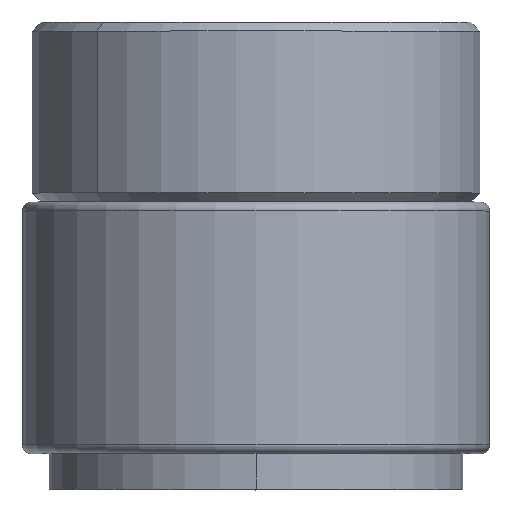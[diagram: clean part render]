
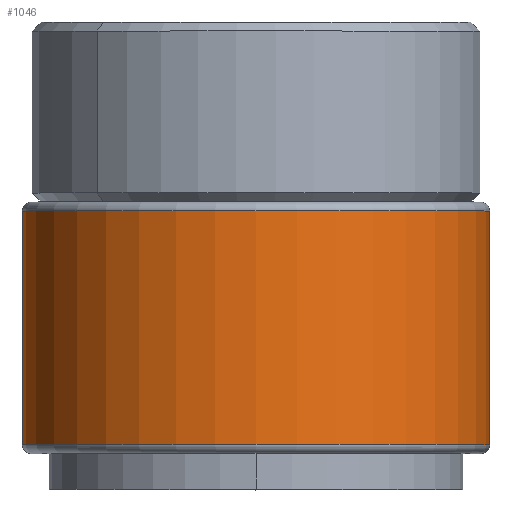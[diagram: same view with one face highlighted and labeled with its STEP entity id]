
A CAD part, top view. The second image highlights one B-rep face of the part: STEP entity #1046.
In plain terms, the highlighted cylindrical face has radius 13 mm (diameter 26 mm), a partial arc.
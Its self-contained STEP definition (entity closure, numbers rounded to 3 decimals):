
#25 = DIRECTION ( 'NONE',  ( 0., -1., 0. ) ) ;
#27 = DIRECTION ( 'NONE',  ( 0., 0., -1. ) ) ;
#39 = EDGE_CURVE ( 'NONE', #236, #3581, #2233, .T. ) ;
#52 = ORIENTED_EDGE ( 'NONE', *, *, #39, .F. ) ;
#107 = AXIS2_PLACEMENT_3D ( 'NONE', #1332, #2940, #2547 ) ;
#236 = VERTEX_POINT ( 'NONE', #4070 ) ;
#421 = CARTESIAN_POINT ( 'NONE',  ( 0., 0.5, -13. ) ) ;
#757 = ORIENTED_EDGE ( 'NONE', *, *, #2644, .T. ) ;
#760 = VERTEX_POINT ( 'NONE', #1990 ) ;
#857 = ORIENTED_EDGE ( 'NONE', *, *, #1445, .T. ) ;
#905 = EDGE_LOOP ( 'NONE', ( #857, #3841, #757, #52 ) ) ;
#943 = EDGE_CURVE ( 'NONE', #3951, #760, #2130, .T. ) ;
#1046 = ADVANCED_FACE ( 'NONE', ( #4024 ), #2444, .T. ) ;
#1164 = AXIS2_PLACEMENT_3D ( 'NONE', #3319, #3669, #1212 ) ;
#1182 = VECTOR ( 'NONE', #2798, 1000. ) ;
#1212 = DIRECTION ( 'NONE',  ( 0., 0., 1. ) ) ;
#1248 = CARTESIAN_POINT ( 'NONE',  ( 0., 14., 13. ) ) ;
#1332 = CARTESIAN_POINT ( 'NONE',  ( 0., 0.5, 0. ) ) ;
#1445 = EDGE_CURVE ( 'NONE', #236, #3951, #3579, .T. ) ;
#1454 = CIRCLE ( 'NONE', #107, 13. ) ;
#1990 = CARTESIAN_POINT ( 'NONE',  ( 0., 0.5, 13. ) ) ;
#2130 = LINE ( 'NONE', #1248, #1182 ) ;
#2233 = LINE ( 'NONE', #2851, #3328 ) ;
#2444 = CYLINDRICAL_SURFACE ( 'NONE', #2879, 13. ) ;
#2547 = DIRECTION ( 'NONE',  ( 0., 0., 1. ) ) ;
#2644 = EDGE_CURVE ( 'NONE', #760, #3581, #1454, .T. ) ;
#2798 = DIRECTION ( 'NONE',  ( 0., -1., 0. ) ) ;
#2819 = DIRECTION ( 'NONE',  ( 0., -1., 0. ) ) ;
#2851 = CARTESIAN_POINT ( 'NONE',  ( 0., 14., -13. ) ) ;
#2879 = AXIS2_PLACEMENT_3D ( 'NONE', #3705, #2819, #27 ) ;
#2940 = DIRECTION ( 'NONE',  ( 0., 1., 0. ) ) ;
#3319 = CARTESIAN_POINT ( 'NONE',  ( 0., 13.5, 0. ) ) ;
#3328 = VECTOR ( 'NONE', #25, 1000. ) ;
#3579 = CIRCLE ( 'NONE', #1164, 13. ) ;
#3581 = VERTEX_POINT ( 'NONE', #421 ) ;
#3639 = CARTESIAN_POINT ( 'NONE',  ( 0., 13.5, 13. ) ) ;
#3669 = DIRECTION ( 'NONE',  ( 0., -1., 0. ) ) ;
#3705 = CARTESIAN_POINT ( 'NONE',  ( 0., 14., 0. ) ) ;
#3841 = ORIENTED_EDGE ( 'NONE', *, *, #943, .T. ) ;
#3951 = VERTEX_POINT ( 'NONE', #3639 ) ;
#4024 = FACE_OUTER_BOUND ( 'NONE', #905, .T. ) ;
#4070 = CARTESIAN_POINT ( 'NONE',  ( 0., 13.5, -13. ) ) ;
